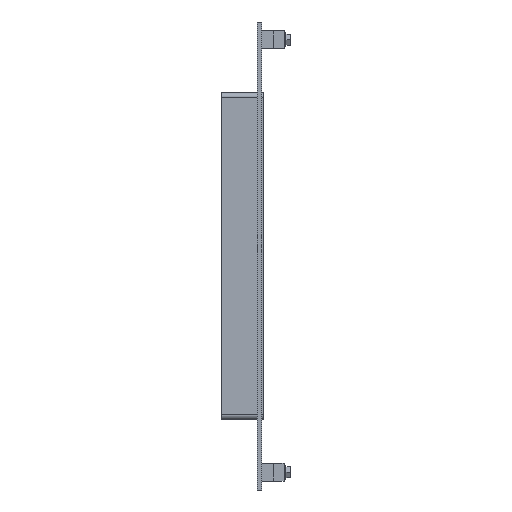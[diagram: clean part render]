
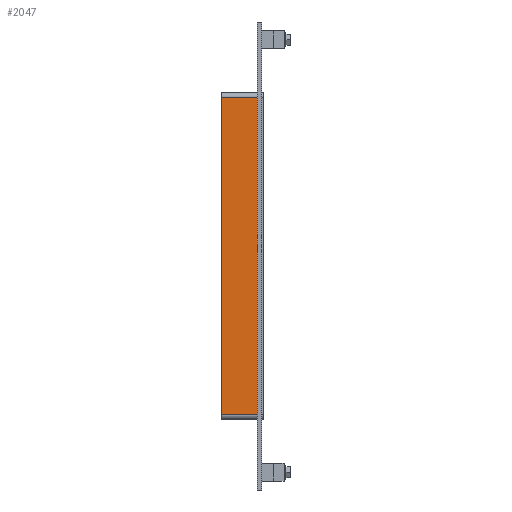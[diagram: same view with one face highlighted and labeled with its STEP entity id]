
A CAD part, left-side view. The second image highlights one B-rep face of the part: STEP entity #2047.
In plain terms, the highlighted planar face has unit normal (-1, 0, 0).
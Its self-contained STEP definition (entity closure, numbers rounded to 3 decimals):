
#1237=CARTESIAN_POINT('',(-196.75,57.0,-224.));
#1238=VERTEX_POINT('',#1237);
#1248=CARTESIAN_POINT('',(-196.75,57.0,224.));
#1249=VERTEX_POINT('',#1248);
#1250=CARTESIAN_POINT('',(-196.75,57.0,-224.0));
#1251=DIRECTION('',(0.0,0.0,1.0));
#1252=VECTOR('',#1251,448.);
#1253=LINE('',#1250,#1252);
#1254=EDGE_CURVE('',#1238,#1249,#1253,.T.);
#1559=CARTESIAN_POINT('',(-196.75,6.,224.));
#1560=VERTEX_POINT('',#1559);
#1570=CARTESIAN_POINT('',(-196.75,6.,-224.));
#1571=VERTEX_POINT('',#1570);
#1572=CARTESIAN_POINT('',(-196.75,6.,-224.0));
#1573=DIRECTION('',(0.0,0.0,1.0));
#1574=VECTOR('',#1573,448.);
#1575=LINE('',#1572,#1574);
#1576=EDGE_CURVE('',#1571,#1560,#1575,.T.);
#1986=CARTESIAN_POINT('',(-196.75,6.,-224.));
#1987=DIRECTION('',(0.0,1.0,0.0));
#1988=VECTOR('',#1987,51.0);
#1989=LINE('',#1986,#1988);
#1990=EDGE_CURVE('',#1571,#1238,#1989,.T.);
#2031=CARTESIAN_POINT('',(-196.75,0.0,-230.));
#2032=DIRECTION('',(-1.0,0.0,0.0));
#2033=DIRECTION('',(0.0,0.0,1.0));
#2034=AXIS2_PLACEMENT_3D('',#2031,#2032,#2033);
#2035=PLANE('',#2034);
#2036=ORIENTED_EDGE('',*,*,#1576,.T.);
#2037=CARTESIAN_POINT('',(-196.75,57.0,224.));
#2038=DIRECTION('',(0.0,-1.0,0.0));
#2039=VECTOR('',#2038,51.0);
#2040=LINE('',#2037,#2039);
#2041=EDGE_CURVE('',#1249,#1560,#2040,.T.);
#2042=ORIENTED_EDGE('',*,*,#2041,.F.);
#2043=ORIENTED_EDGE('',*,*,#1254,.F.);
#2044=ORIENTED_EDGE('',*,*,#1990,.F.);
#2045=EDGE_LOOP('',(#2036,#2042,#2043,#2044));
#2046=FACE_OUTER_BOUND('',#2045,.T.);
#2047=ADVANCED_FACE('',(#2046),#2035,.T.);
